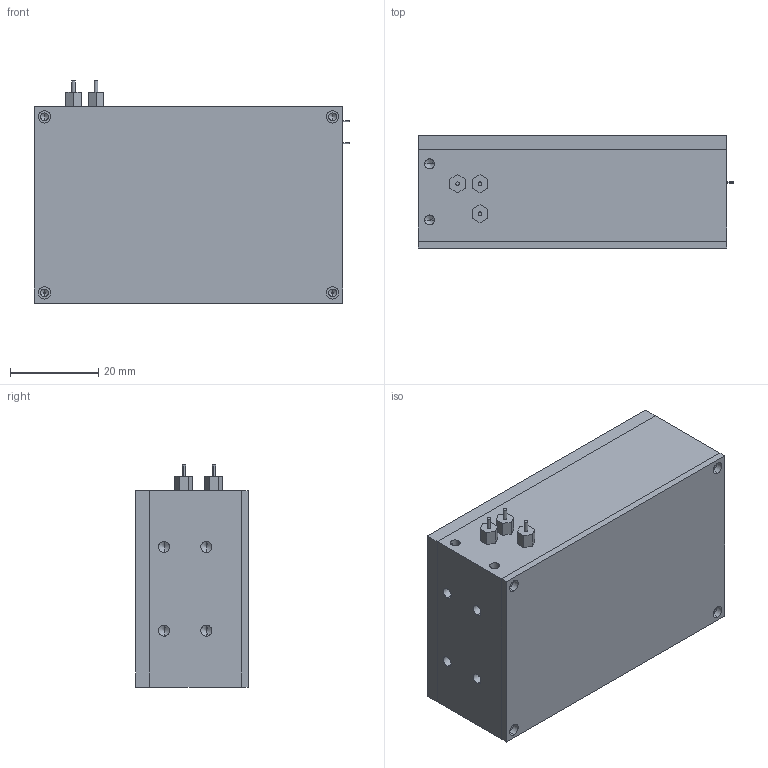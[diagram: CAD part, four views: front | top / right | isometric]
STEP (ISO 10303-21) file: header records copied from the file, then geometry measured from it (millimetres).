
FILE_DESCRIPTION (( 'STEP AP203' ), '1' );
FILE_NAME ('SOP-13310105-SF-I1.STEP', '2019-06-05T16:49:35', ( '' ), ( '' ), 'SwSTEP 2.0', 'SolidWorks 2016', '' );
FILE_SCHEMA (( 'CONFIG_CONTROL_DESIGN' ));
Length unit declared in the file: inch
Products named in the file (1): SOP-13310105-SF-I1
Bounding box: 71.42 x 25.45 x 50.29 mm (x, y, z)
Volume: 78561.6 mm3; surface area: 25568.4 mm2
Topology: 3 solids, 3 shells, 184 faces, 456 edges, 258 vertices
Faces by surface type: cylinder 80, cone 60, plane 44
Entity records: 5289 total; most frequent: CARTESIAN_POINT 1033, DIRECTION 902, ORIENTED_EDGE 800, EDGE_CURVE 400, AXIS2_PLACEMENT_3D 337, VERTEX_POINT 258, EDGE_LOOP 238, LINE 228
